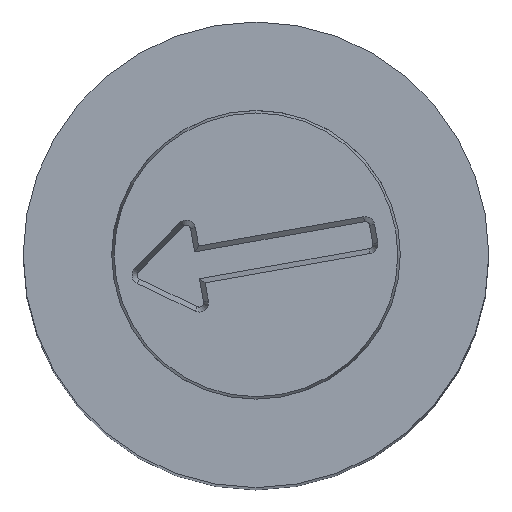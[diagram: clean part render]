
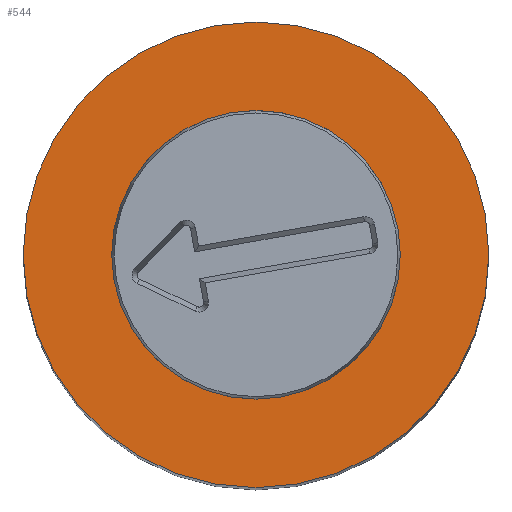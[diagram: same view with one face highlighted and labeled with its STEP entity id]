
A CAD part, top view. The second image highlights one B-rep face of the part: STEP entity #544.
In plain terms, the highlighted planar face has unit normal (0, 0, 1).
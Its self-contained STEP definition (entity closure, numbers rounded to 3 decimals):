
#30=FACE_BOUND('',#99,.T.);
#34=PLANE('',#661);
#63=FACE_OUTER_BOUND('',#98,.T.);
#98=EDGE_LOOP('',(#419));
#99=EDGE_LOOP('',(#420));
#212=CIRCLE('',#650,1.55);
#218=CIRCLE('',#660,2.5);
#249=VERTEX_POINT('',#931);
#255=VERTEX_POINT('',#951);
#304=EDGE_CURVE('',#249,#249,#212,.T.);
#314=EDGE_CURVE('',#255,#255,#218,.T.);
#419=ORIENTED_EDGE('',*,*,#314,.F.);
#420=ORIENTED_EDGE('',*,*,#304,.T.);
#544=ADVANCED_FACE('',(#63,#30),#34,.F.);
#650=AXIS2_PLACEMENT_3D('',#932,#751,#752);
#660=AXIS2_PLACEMENT_3D('',#952,#775,#776);
#661=AXIS2_PLACEMENT_3D('',#954,#778,#779);
#751=DIRECTION('center_axis',(0.,0.,-1.));
#752=DIRECTION('ref_axis',(1.,0.,0.));
#775=DIRECTION('center_axis',(0.,0.,-1.));
#776=DIRECTION('ref_axis',(-1.,0.,0.));
#778=DIRECTION('center_axis',(0.,0.,-1.));
#779=DIRECTION('ref_axis',(-1.,0.,0.));
#931=CARTESIAN_POINT('',(-1.55,0.,17.));
#932=CARTESIAN_POINT('Origin',(0.,0.,17.));
#951=CARTESIAN_POINT('',(2.5,0.,17.));
#952=CARTESIAN_POINT('Origin',(0.,0.,17.));
#954=CARTESIAN_POINT('Origin',(0.,0.,17.));
